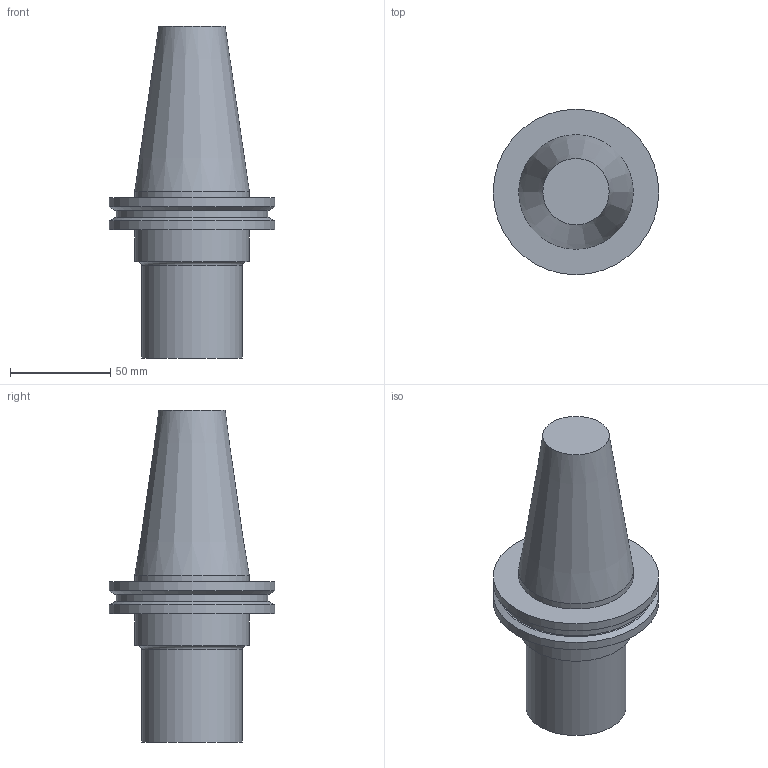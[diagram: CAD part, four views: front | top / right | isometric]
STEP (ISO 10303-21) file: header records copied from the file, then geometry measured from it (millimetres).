
FILE_DESCRIPTION (( 'STEP AP203' ), '1' );
FILE_NAME ('11.326.552.stp', '2022-03-09T14:26:19', ( '' ), ( '' ), 'SwSTEP 2.0', 'SolidWorks 2021', '' );
FILE_SCHEMA (( 'CONFIG_CONTROL_DESIGN' ));
Length unit declared in the file: millimetre
Products named in the file (1): 11.326.552
Bounding box: 82.55 x 82.55 x 165.55 mm (x, y, z)
Volume: 358947.8 mm3; surface area: 36848.8 mm2
Topology: 1 solids, 1 shells, 17 faces, 26 edges, 16 vertices
Faces by surface type: plane 7, cylinder 6, cone 3, torus 1
Full cylindrical faces by diameter (mm): 50 x1, 57.15 x2, 75.41 x1, 82.55 x2
Entity records: 411 total; most frequent: DIRECTION 68, CARTESIAN_POINT 50, AXIS2_PLACEMENT_3D 34, ORIENTED_EDGE 32, EDGE_LOOP 32, FACE_OUTER_BOUND 24, ADVANCED_FACE 17, VERTEX_POINT 16
